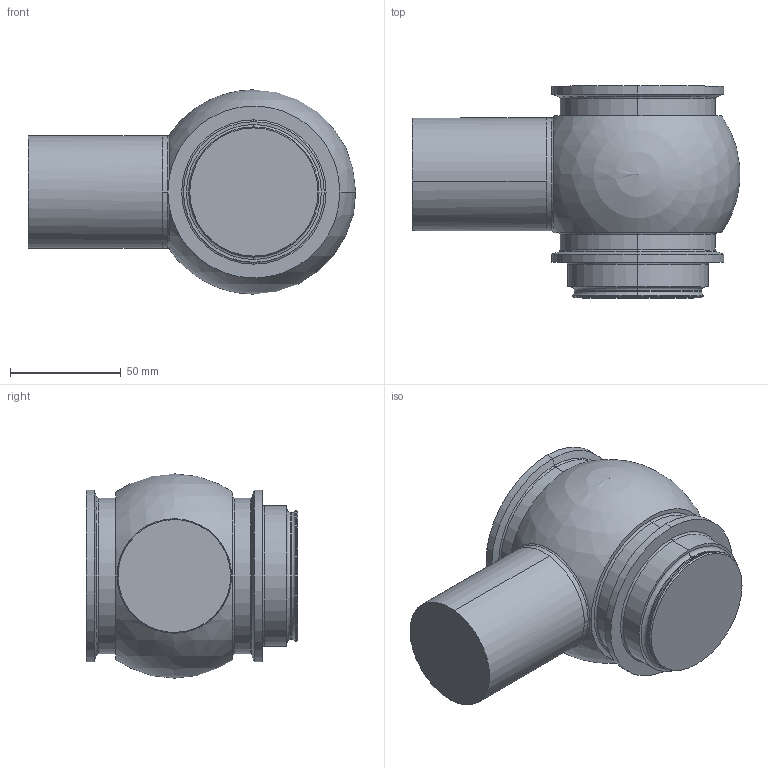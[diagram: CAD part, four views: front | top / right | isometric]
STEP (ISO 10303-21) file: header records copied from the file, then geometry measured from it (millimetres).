
FILE_DESCRIPTION (( 'STEP AP203' ), '1' );
FILE_NAME ('108535.STEP', '2018-04-18T19:59:11', ( '' ), ( '' ), 'SwSTEP 2.0', 'SolidWorks 2014', '' );
FILE_SCHEMA (( 'CONFIG_CONTROL_DESIGN' ));
Length unit declared in the file: inch
Products named in the file (1): 108535
Bounding box: 147.45 x 95.45 x 92.05 mm (x, y, z)
Volume: 590774.9 mm3; surface area: 46001.5 mm2
Topology: 1 solids, 1 shells, 47 faces, 101 edges, 58 vertices
Faces by surface type: cylinder 18, torus 14, plane 7, cone 6, sphere 2
Entity records: 1315 total; most frequent: DIRECTION 262, CARTESIAN_POINT 197, ORIENTED_EDGE 190, AXIS2_PLACEMENT_3D 119, EDGE_CURVE 95, CIRCLE 71, VERTEX_POINT 54, EDGE_LOOP 51
